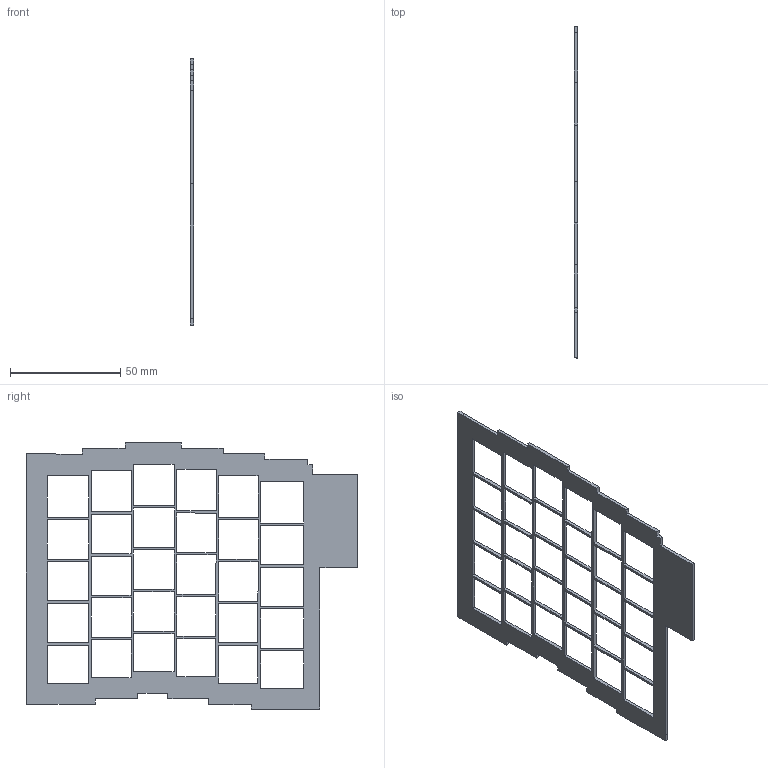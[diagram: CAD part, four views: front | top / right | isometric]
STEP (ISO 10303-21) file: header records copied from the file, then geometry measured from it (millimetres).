
FILE_DESCRIPTION(/* description */ (''),/* implementation_level */ '2;1');
FILE_NAME(/* name */ 'Right TOP.step',/* time_stamp */ '2025-12-11T19:12:07+05:30',/* author */ (''),/* organization */ (''),/* preprocessor_version */ 'ST-DEVELOPER v20.1',/* originating_system */ 'Autodesk Translation Framework v14.21.0.0',/* authorisation */ '');
FILE_SCHEMA (('AUTOMOTIVE_DESIGN { 1 0 10303 214 3 1 1 }'));
Length unit declared in the file: millimetre
Products named in the file (1): 2025-12-10-17-13-45-313
Bounding box: 1.5 x 150.75 x 121 mm (x, y, z)
Volume: 8888.8 mm3; surface area: 15974.8 mm2
Topology: 1 solids, 1 shells, 178 faces, 528 edges, 352 vertices
Faces by surface type: plane 178
Entity records: 5985 total; most frequent: CARTESIAN_POINT 1059, ORIENTED_EDGE 1056, DIRECTION 886, LINE 528, VECTOR 528, EDGE_CURVE 528, VERTEX_POINT 352, EDGE_LOOP 238
